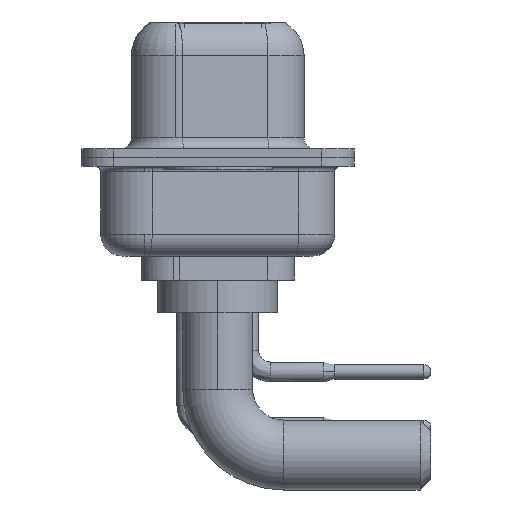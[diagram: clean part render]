
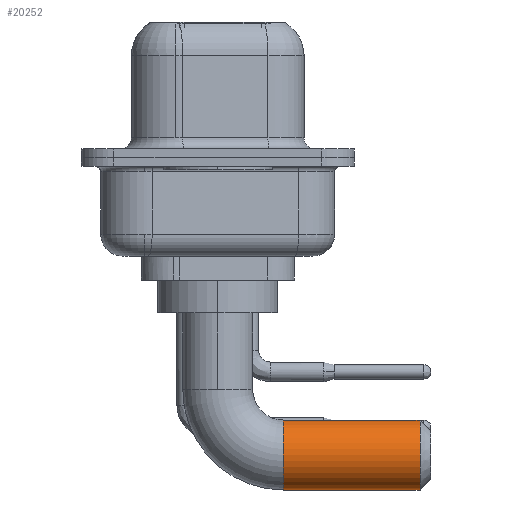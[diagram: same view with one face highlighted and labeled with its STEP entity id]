
A CAD part, left-side view. The second image highlights one B-rep face of the part: STEP entity #20252.
In plain terms, the highlighted cylindrical face has radius 1.6 mm (diameter 3.2 mm), a partial arc.
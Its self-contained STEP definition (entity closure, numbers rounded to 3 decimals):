
#944 = DIRECTION ( 'NONE',  ( -1., 0., 0. ) ) ;
#3036 = LINE ( 'NONE', #3251, #10425 ) ;
#3236 = CARTESIAN_POINT ( 'NONE',  ( 0., -3., -4.9 ) ) ;
#3251 = CARTESIAN_POINT ( 'NONE',  ( 0., -3., -8.1 ) ) ;
#3501 = ORIENTED_EDGE ( 'NONE', *, *, #15751, .T. ) ;
#4513 = CARTESIAN_POINT ( 'NONE',  ( 0., -3., -6.5 ) ) ;
#4787 = LINE ( 'NONE', #3236, #19887 ) ;
#5183 = EDGE_CURVE ( 'NONE', #20261, #7300, #5901, .T. ) ;
#5901 = CIRCLE ( 'NONE', #21216, 1.6 ) ;
#7151 = VERTEX_POINT ( 'NONE', #12043 ) ;
#7300 = VERTEX_POINT ( 'NONE', #12831 ) ;
#7329 = EDGE_CURVE ( 'NONE', #7300, #16648, #3036, .T. ) ;
#7851 = DIRECTION ( 'NONE',  ( 0., -1., 0. ) ) ;
#9384 = CARTESIAN_POINT ( 'NONE',  ( 0., -3., -6.5 ) ) ;
#9739 = DIRECTION ( 'NONE',  ( 0., 0., -1. ) ) ;
#10425 = VECTOR ( 'NONE', #13380, 1000. ) ;
#12043 = CARTESIAN_POINT ( 'NONE',  ( 0., -9.25, -4.9 ) ) ;
#12831 = CARTESIAN_POINT ( 'NONE',  ( 0., -3., -8.1 ) ) ;
#13030 = CIRCLE ( 'NONE', #14100, 1.6 ) ;
#13380 = DIRECTION ( 'NONE',  ( 0., -1., 0. ) ) ;
#13418 = CARTESIAN_POINT ( 'NONE',  ( 0., -3., -4.9 ) ) ;
#13771 = CARTESIAN_POINT ( 'NONE',  ( 0., -9.25, -6.5 ) ) ;
#14100 = AXIS2_PLACEMENT_3D ( 'NONE', #13771, #17125, #20567 ) ;
#14563 = AXIS2_PLACEMENT_3D ( 'NONE', #4513, #7851, #9739 ) ;
#15576 = ORIENTED_EDGE ( 'NONE', *, *, #7329, .T. ) ;
#15751 = EDGE_CURVE ( 'NONE', #16648, #7151, #13030, .T. ) ;
#15974 = ORIENTED_EDGE ( 'NONE', *, *, #19947, .F. ) ;
#16203 = DIRECTION ( 'NONE',  ( 0., -1., 0. ) ) ;
#16648 = VERTEX_POINT ( 'NONE', #20181 ) ;
#16824 = DIRECTION ( 'NONE',  ( 0., -1., 0. ) ) ;
#16877 = CYLINDRICAL_SURFACE ( 'NONE', #14563, 1.6 ) ;
#17125 = DIRECTION ( 'NONE',  ( 0., 1., 0. ) ) ;
#17815 = EDGE_LOOP ( 'NONE', ( #15974, #20770, #15576, #3501 ) ) ;
#19887 = VECTOR ( 'NONE', #16824, 1000. ) ;
#19947 = EDGE_CURVE ( 'NONE', #20261, #7151, #4787, .T. ) ;
#20181 = CARTESIAN_POINT ( 'NONE',  ( 0., -9.25, -8.1 ) ) ;
#20252 = ADVANCED_FACE ( 'NONE', ( #21900 ), #16877, .T. ) ;
#20261 = VERTEX_POINT ( 'NONE', #13418 ) ;
#20567 = DIRECTION ( 'NONE',  ( 0., 0., -1. ) ) ;
#20770 = ORIENTED_EDGE ( 'NONE', *, *, #5183, .T. ) ;
#21216 = AXIS2_PLACEMENT_3D ( 'NONE', #9384, #16203, #944 ) ;
#21900 = FACE_OUTER_BOUND ( 'NONE', #17815, .T. ) ;
